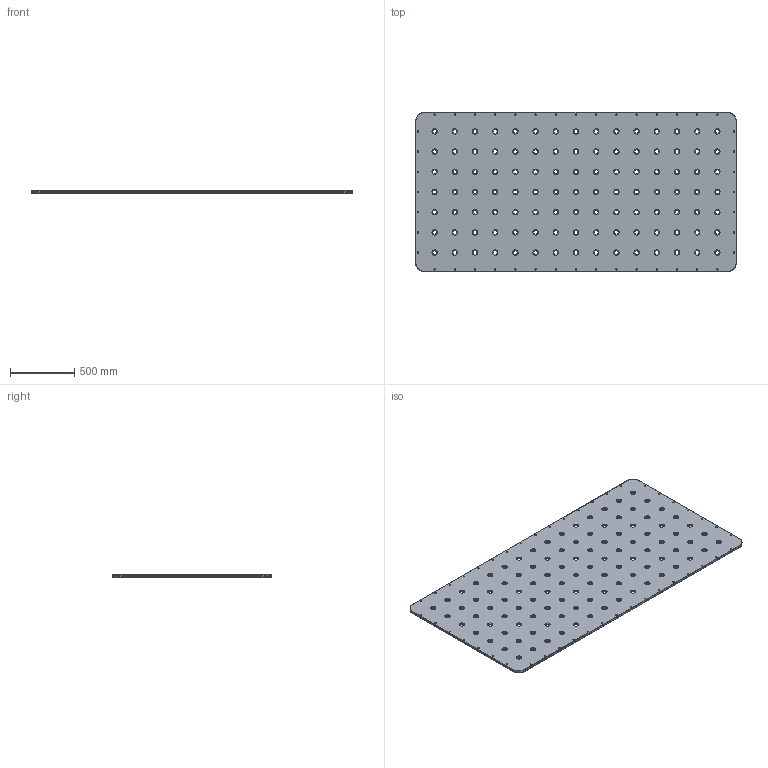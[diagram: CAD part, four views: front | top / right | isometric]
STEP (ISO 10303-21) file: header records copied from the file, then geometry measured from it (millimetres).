
FILE_DESCRIPTION(/* description */ (''),/* implementation_level */ '2;1');
FILE_NAME(/* name */ '120x240_005.stp',/* time_stamp */ '2025-06-03T13:01:31+02:00',/* author */ ('clehmann'),/* organization */ (''),/* preprocessor_version */ 'ST-DEVELOPER v20',/* originating_system */ 'Autodesk Inventor 2025',/* authorisation */ '');
FILE_SCHEMA (('AUTOMOTIVE_DESIGN { 1 0 10303 214 3 1 1 }'));
Length unit declared in the file: millimetre
Products named in the file (1): 120x240_005
Bounding box: 2494 x 1238 x 18 mm (x, y, z)
Volume: 53703682.6 mm3; surface area: 6288760.5 mm2
Topology: 1 solids, 1 shells, 473 faces, 1203 edges, 769 vertices
Faces by surface type: cone 210, cylinder 201, plane 50, bspline 12
Full cylindrical faces by diameter (mm): 7 x44, 10.5 x44, 30 x105
Entity records: 17348 total; most frequent: CARTESIAN_POINT 4885, DIRECTION 2704, ORIENTED_EDGE 2406, EDGE_CURVE 1203, AXIS2_PLACEMENT_3D 1135, EDGE_LOOP 808, VERTEX_POINT 769, CIRCLE 673
